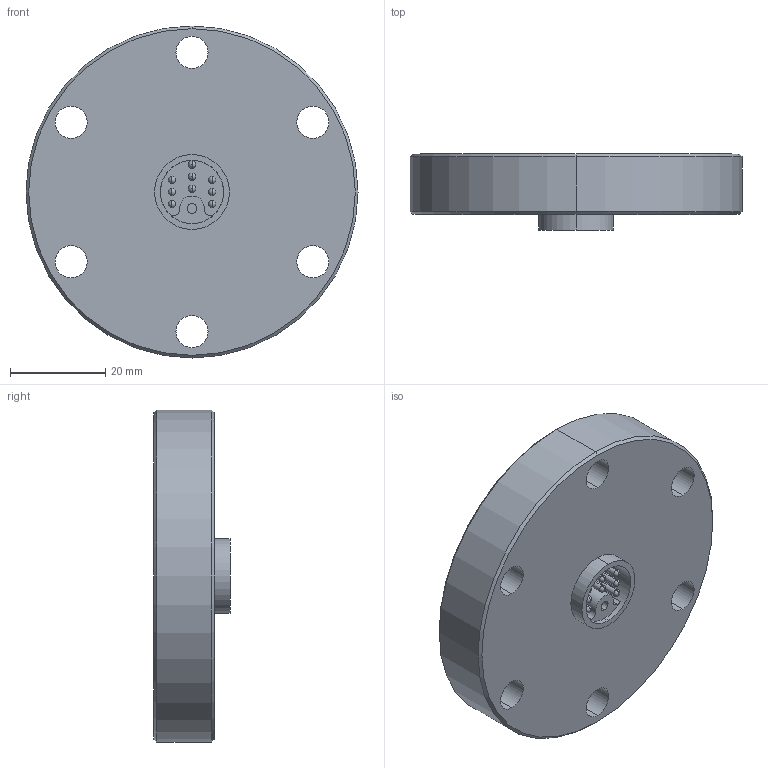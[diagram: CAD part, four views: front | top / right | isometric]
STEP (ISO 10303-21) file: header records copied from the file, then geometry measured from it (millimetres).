
FILE_DESCRIPTION (( 'STEP AP203' ), '1' );
FILE_NAME ('A2140-2-CF.STEP', '2019-06-25T15:31:32', ( '' ), ( '' ), 'SwSTEP 2.0', 'SolidWorks 2019', '' );
FILE_SCHEMA (( 'CONFIG_CONTROL_DESIGN' ));
Length unit declared in the file: inch
Products named in the file (1): A2140-2-CF
Bounding box: 69.85 x 16 x 69.85 mm (x, y, z)
Volume: 42937.9 mm3; surface area: 13163.2 mm2
Topology: 1 solids, 1 shells, 148 faces, 322 edges, 200 vertices
Faces by surface type: cylinder 74, torus 36, plane 32, cone 6
Entity records: 4225 total; most frequent: DIRECTION 848, CARTESIAN_POINT 671, ORIENTED_EDGE 644, AXIS2_PLACEMENT_3D 377, EDGE_CURVE 322, CIRCLE 228, VERTEX_POINT 200, EDGE_LOOP 184
